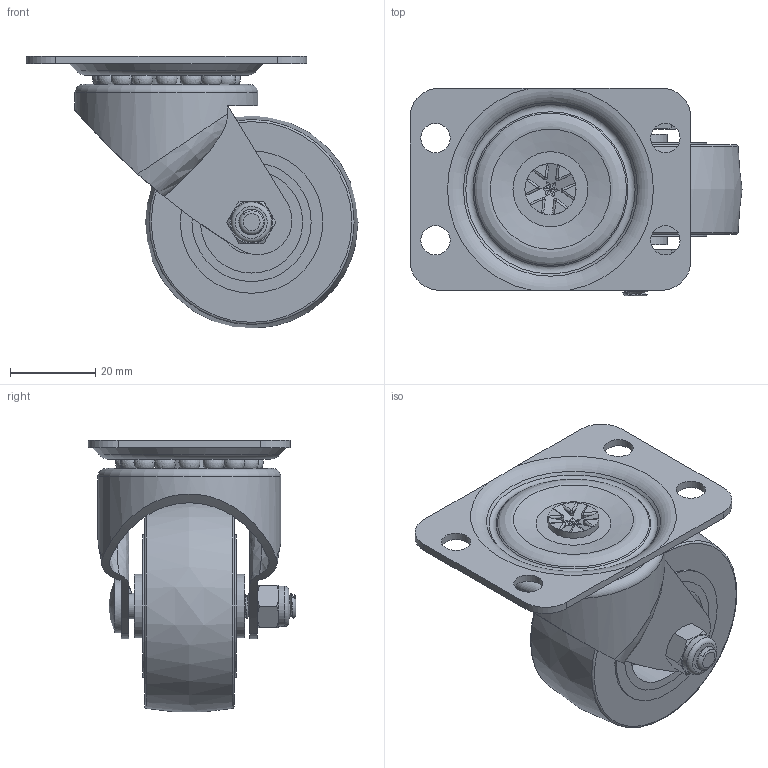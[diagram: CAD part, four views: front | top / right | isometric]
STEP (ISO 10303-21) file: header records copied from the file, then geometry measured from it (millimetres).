
FILE_DESCRIPTION(/* description */ (''),/* implementation_level */ '2;1');
FILE_NAME(/* name */ 'V961RN.step',/* time_stamp */ '2025-06-02T10:45:50+01:00',/* author */ (''),/* organization */ (''),/* preprocessor_version */ 'ST-DEVELOPER v20.1',/* originating_system */ 'Autodesk Translation Framework v14.10.0.0',/* authorisation */ '');
FILE_SCHEMA (('AUTOMOTIVE_DESIGN { 1 0 10303 214 3 1 1 }'));
Length unit declared in the file: millimetre
Products named in the file (11): V961RN; 15; 13; 16; BALL BEARINGS; 5¸ÖÇò; 11; 12; WHEEL (1); TYRE; RIM
Assembly tree (25 placements, depth 4):
  V961RN
    15
    13
      16
      BALL BEARINGS
        5¸ÖÇò  x16
    11
    12
    WHEEL (1)
      TYRE
      RIM
Bounding box: 78 x 48.75 x 63.9 mm (x, y, z)
Volume: 52837.8 mm3; surface area: 32615.6 mm2
Topology: 23 solids, 23 shells, 252 faces, 586 edges, 353 vertices
Faces by surface type: plane 118, cylinder 62, sphere 23, cone 21, torus 17, bspline 11
Full cylindrical faces by diameter (mm): 5 x1, 6 x11, 6.2 x1, 6.9 x4, 9.5 x1, 12 x3, 12.5 x1, 15 x2, 20 x1, 24 x2, 28 x2, 33.5 x2, 39.4 x1, 43 x1
Entity records: 15194 total; most frequent: CARTESIAN_POINT 9530, DIRECTION 1174, ORIENTED_EDGE 1066, EDGE_CURVE 533, AXIS2_PLACEMENT_3D 470, VERTEX_POINT 323, EDGE_LOOP 270, FACE_OUTER_BOUND 237
